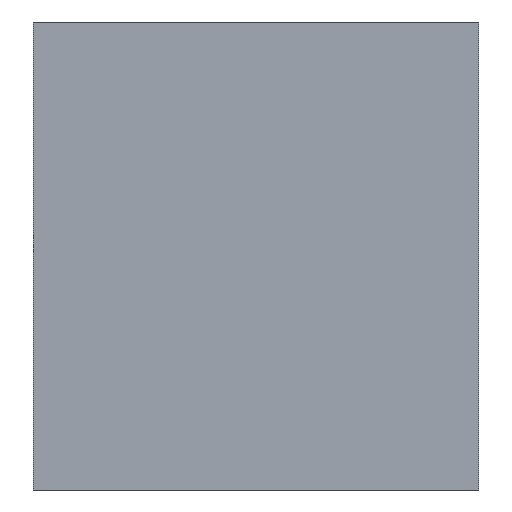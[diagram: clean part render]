
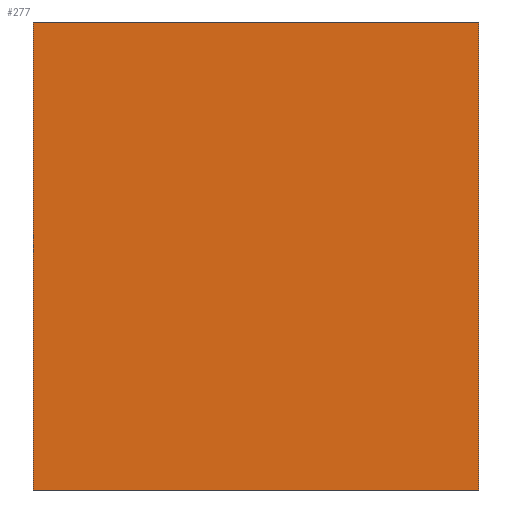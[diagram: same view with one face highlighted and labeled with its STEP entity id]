
A CAD part, left-side view. The second image highlights one B-rep face of the part: STEP entity #277.
In plain terms, the highlighted planar face has unit normal (-1, 0, 0).
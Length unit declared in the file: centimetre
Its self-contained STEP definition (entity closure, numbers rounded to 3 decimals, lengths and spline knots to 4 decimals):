
#31=FACE_OUTER_BOUND('',#45,.T.);
#45=EDGE_LOOP('',(#246,#247,#248,#249));
#66=LINE('',#404,#102);
#77=LINE('',#426,#113);
#79=LINE('',#430,#115);
#81=LINE('',#433,#117);
#102=VECTOR('',#330,1.);
#113=VECTOR('',#349,1.);
#115=VECTOR('',#353,1.);
#117=VECTOR('',#357,1.);
#132=VERTEX_POINT('',#401);
#133=VERTEX_POINT('',#403);
#140=VERTEX_POINT('',#425);
#141=VERTEX_POINT('',#429);
#162=EDGE_CURVE('',#132,#133,#66,.T.);
#173=EDGE_CURVE('',#133,#140,#77,.F.);
#175=EDGE_CURVE('',#141,#132,#79,.F.);
#177=EDGE_CURVE('',#140,#141,#81,.F.);
#246=ORIENTED_EDGE('',*,*,#177,.F.);
#247=ORIENTED_EDGE('',*,*,#173,.F.);
#248=ORIENTED_EDGE('',*,*,#162,.F.);
#249=ORIENTED_EDGE('',*,*,#175,.F.);
#263=PLANE('',#293);
#277=ADVANCED_FACE('',(#31),#263,.F.);
#293=AXIS2_PLACEMENT_3D('',#434,#358,#359);
#330=DIRECTION('',(0.,0.,-1.));
#349=DIRECTION('',(0.,-1.,0.));
#353=DIRECTION('',(0.,1.,0.));
#357=DIRECTION('',(0.,0.,-1.));
#358=DIRECTION('center_axis',(1.,0.,0.));
#359=DIRECTION('ref_axis',(0.,-1.,0.));
#401=CARTESIAN_POINT('',(1.7063,0.3562,-0.2516));
#403=CARTESIAN_POINT('',(1.7063,0.3562,-2.3516));
#404=CARTESIAN_POINT('',(1.7063,0.3562,-0.6766));
#425=CARTESIAN_POINT('',(1.7063,2.3562,-2.3516));
#426=CARTESIAN_POINT('',(1.7063,0.8562,-2.3516));
#429=CARTESIAN_POINT('',(1.7063,2.3562,-0.2516));
#430=CARTESIAN_POINT('',(1.7063,1.8562,-0.2516));
#433=CARTESIAN_POINT('',(1.7063,2.3562,-1.9266));
#434=CARTESIAN_POINT('Origin',(1.7063,1.3562,-1.3016));
